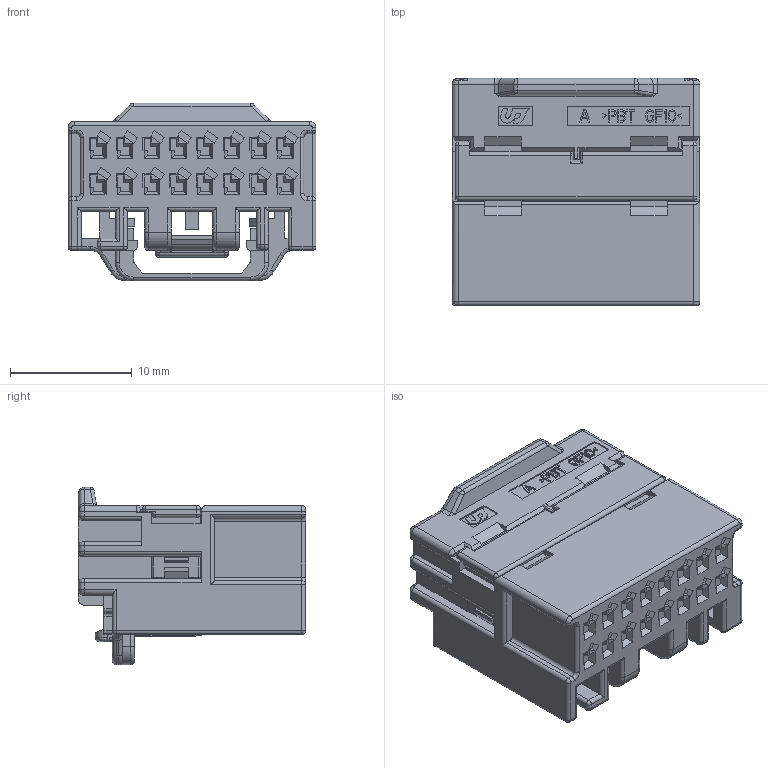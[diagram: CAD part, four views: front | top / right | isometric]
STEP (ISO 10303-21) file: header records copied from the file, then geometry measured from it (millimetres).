
FILE_DESCRIPTION((''),'2;1');
FILE_NAME('025_16F_HSG-A','2023-01-04T15:13:53',('jhryu'),(''),'CREO PARAMETRIC BY PTC INC, 2017380','CREO PARAMETRIC BY PTC INC, 2017380','');
FILE_SCHEMA(('CONFIG_CONTROL_DESIGN'));
Length unit declared in the file: millimetre
Products named in the file (1): 025_16F_HSG-A
Bounding box: 20.4 x 18.7 x 14.6 mm (x, y, z)
Volume: 3069.7 mm3; surface area: 2588.1 mm2
Topology: 1 solids, 1 shells, 1487 faces, 4055 edges, 2618 vertices
Faces by surface type: plane 1199, cylinder 211, sphere 31, torus 28, bspline 16, cone 2
Entity records: 46769 total; most frequent: CARTESIAN_POINT 9158, ORIENTED_EDGE 8110, DIRECTION 7276, EDGE_CURVE 4055, VECTOR 3482, LINE 3482, VERTEX_POINT 2618, AXIS2_PLACEMENT_3D 1897
